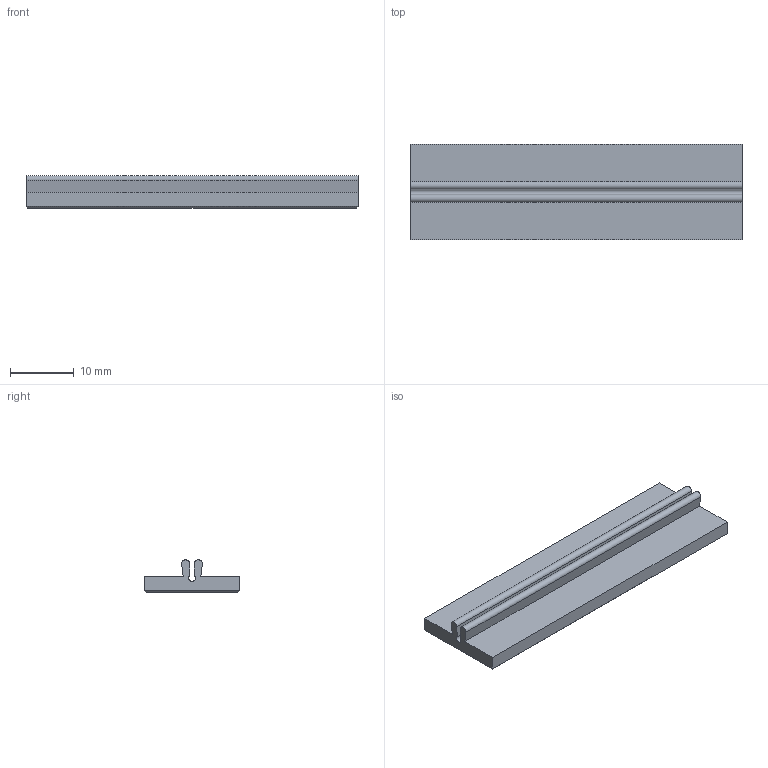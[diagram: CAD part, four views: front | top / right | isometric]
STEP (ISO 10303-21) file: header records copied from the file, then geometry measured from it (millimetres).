
FILE_DESCRIPTION(/* description */ (''),/* implementation_level */ '2;1');
FILE_NAME(/* name */ 'Serials_Plate_V0.2204.step',/* time_stamp */ '2023-09-24T14:41:33+02:00',/* author */ (''),/* organization */ (''),/* preprocessor_version */ 'ST-DEVELOPER v20',/* originating_system */ 'Autodesk Translation Framework v12.14.0.127',/* authorisation */ '');
FILE_SCHEMA (('AUTOMOTIVE_DESIGN { 1 0 10303 214 3 1 1 }'));
Length unit declared in the file: millimetre
Products named in the file (2): Voron_1515_Serials_Plates; Voron
Assembly tree (1 placements, depth 2):
  Voron_1515_Serials_Plates
    Voron
Bounding box: 52 x 15 x 5.07 mm (x, y, z)
Volume: 2055.3 mm3; surface area: 2743.7 mm2
Topology: 1 solids, 1 shells, 200 faces, 548 edges, 364 vertices
Faces by surface type: plane 101, bspline 98, cylinder 1
Entity records: 7523 total; most frequent: CARTESIAN_POINT 3069, ORIENTED_EDGE 1096, DIRECTION 564, EDGE_CURVE 548, VERTEX_POINT 364, LINE 350, VECTOR 350, EDGE_LOOP 214
